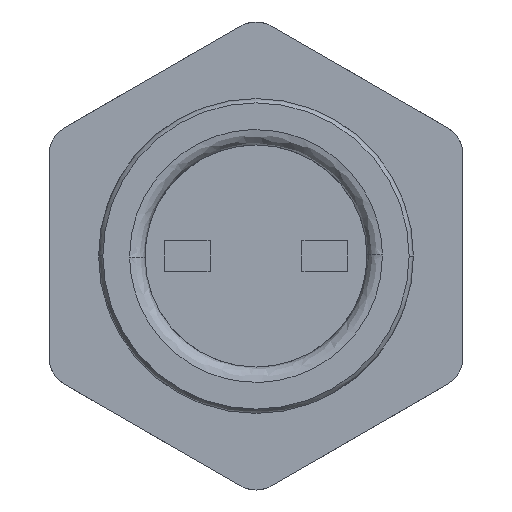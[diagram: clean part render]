
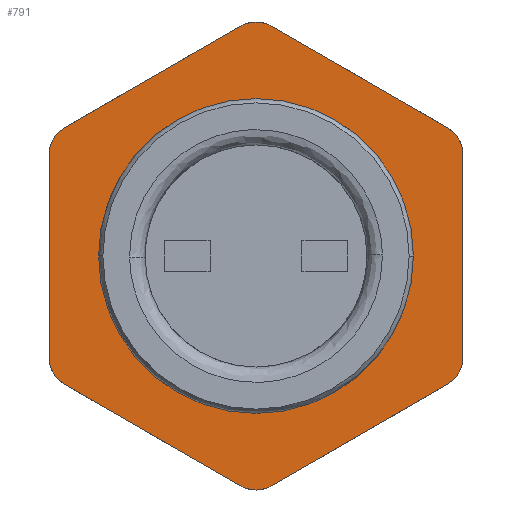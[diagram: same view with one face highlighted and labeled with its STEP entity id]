
A CAD part, front view. The second image highlights one B-rep face of the part: STEP entity #791.
In plain terms, the highlighted planar face has unit normal (0, -1, 0).
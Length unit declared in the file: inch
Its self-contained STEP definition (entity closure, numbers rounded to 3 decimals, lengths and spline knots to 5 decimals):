
#5 = VECTOR ( 'NONE', #609, 39.37008 ) ;
#24 = CARTESIAN_POINT ( 'NONE',  ( -0.03937, 0., -0.59099 ) ) ;
#64 = ORIENTED_EDGE ( 'NONE', *, *, #914, .F. ) ;
#102 = AXIS2_PLACEMENT_3D ( 'NONE', #3627, #1781, #567 ) ;
#162 = CIRCLE ( 'NONE', #3461, 0.07874 ) ;
#173 = CARTESIAN_POINT ( 'NONE',  ( 0., 0., -0.5228 ) ) ;
#193 = EDGE_CURVE ( 'NONE', #1293, #1472, #162, .T. ) ;
#256 = FACE_BOUND ( 'NONE', #867, .T. ) ;
#267 = ORIENTED_EDGE ( 'NONE', *, *, #3895, .F. ) ;
#283 = AXIS2_PLACEMENT_3D ( 'NONE', #3277, #2966, #1430 ) ;
#284 = VERTEX_POINT ( 'NONE', #556 ) ;
#349 = CIRCLE ( 'NONE', #3046, 0.07874 ) ;
#400 = VECTOR ( 'NONE', #1783, 39.37008 ) ;
#443 = VERTEX_POINT ( 'NONE', #3328 ) ;
#452 = EDGE_CURVE ( 'NONE', #3096, #3744, #1203, .T. ) ;
#484 = AXIS2_PLACEMENT_3D ( 'NONE', #1634, #2869, #2543 ) ;
#494 = CIRCLE ( 'NONE', #2365, 0.07874 ) ;
#510 = DIRECTION ( 'NONE',  ( 0.866, 0., -0.5 ) ) ;
#548 = EDGE_CURVE ( 'NONE', #284, #1015, #1109, .T. ) ;
#556 = CARTESIAN_POINT ( 'NONE',  ( 0., 0., -0.60154 ) ) ;
#567 = DIRECTION ( 'NONE',  ( 0., 0., -1. ) ) ;
#609 = DIRECTION ( 'NONE',  ( 0., 0., 1. ) ) ;
#630 = CARTESIAN_POINT ( 'NONE',  ( 0.40472, 0., 0. ) ) ;
#633 = EDGE_CURVE ( 'NONE', #995, #2476, #3610, .T. ) ;
#645 = CARTESIAN_POINT ( 'NONE',  ( 0., 0., 0. ) ) ;
#647 = EDGE_LOOP ( 'NONE', ( #267, #64, #853, #1272, #1370, #1919, #1457, #2487, #1354, #1183, #3836, #1426, #1217 ) ) ;
#667 = CIRCLE ( 'NONE', #2708, 0.07874 ) ;
#682 = LINE ( 'NONE', #2396, #3114 ) ;
#754 = CARTESIAN_POINT ( 'NONE',  ( -0.03937, 0., 0.59099 ) ) ;
#784 = DIRECTION ( 'NONE',  ( 0., 0., -1. ) ) ;
#791 = ADVANCED_FACE ( 'NONE', ( #256, #1483 ), #903, .F. ) ;
#835 = CARTESIAN_POINT ( 'NONE',  ( 0.5315, 0., -0.30686 ) ) ;
#853 = ORIENTED_EDGE ( 'NONE', *, *, #3854, .F. ) ;
#864 = VECTOR ( 'NONE', #784, 39.37008 ) ;
#867 = EDGE_LOOP ( 'NONE', ( #3828, #3040 ) ) ;
#903 = PLANE ( 'NONE',  #3721 ) ;
#914 = EDGE_CURVE ( 'NONE', #2736, #1654, #682, .T. ) ;
#918 = AXIS2_PLACEMENT_3D ( 'NONE', #1879, #3722, #3422 ) ;
#986 = CARTESIAN_POINT ( 'NONE',  ( -0.49213, 0., 0.32959 ) ) ;
#995 = VERTEX_POINT ( 'NONE', #3378 ) ;
#1015 = VERTEX_POINT ( 'NONE', #24 ) ;
#1089 = EDGE_CURVE ( 'NONE', #2068, #3295, #2832, .T. ) ;
#1109 = CIRCLE ( 'NONE', #918, 0.07874 ) ;
#1171 = DIRECTION ( 'NONE',  ( 0., 1., 0. ) ) ;
#1183 = ORIENTED_EDGE ( 'NONE', *, *, #193, .F. ) ;
#1203 = CIRCLE ( 'NONE', #102, 0.07874 ) ;
#1217 = ORIENTED_EDGE ( 'NONE', *, *, #3371, .F. ) ;
#1268 = DIRECTION ( 'NONE',  ( 0., -1., 0. ) ) ;
#1269 = CARTESIAN_POINT ( 'NONE',  ( 0.49213, 0., 0.32959 ) ) ;
#1272 = ORIENTED_EDGE ( 'NONE', *, *, #1363, .F. ) ;
#1293 = VERTEX_POINT ( 'NONE', #2320 ) ;
#1304 = CARTESIAN_POINT ( 'NONE',  ( 0.5315, 0., 0.2614 ) ) ;
#1305 = EDGE_CURVE ( 'NONE', #2476, #995, #2720, .T. ) ;
#1354 = ORIENTED_EDGE ( 'NONE', *, *, #3536, .F. ) ;
#1363 = EDGE_CURVE ( 'NONE', #3744, #3337, #2623, .T. ) ;
#1370 = ORIENTED_EDGE ( 'NONE', *, *, #452, .F. ) ;
#1423 = CARTESIAN_POINT ( 'NONE',  ( 0., 0., 0.5228 ) ) ;
#1426 = ORIENTED_EDGE ( 'NONE', *, *, #1089, .F. ) ;
#1430 = DIRECTION ( 'NONE',  ( 0., 0., -1. ) ) ;
#1457 = ORIENTED_EDGE ( 'NONE', *, *, #548, .F. ) ;
#1472 = VERTEX_POINT ( 'NONE', #2478 ) ;
#1483 = FACE_OUTER_BOUND ( 'NONE', #647, .T. ) ;
#1493 = CARTESIAN_POINT ( 'NONE',  ( 0., 0., 0. ) ) ;
#1572 = LINE ( 'NONE', #3503, #3411 ) ;
#1603 = LINE ( 'NONE', #2739, #3034 ) ;
#1634 = CARTESIAN_POINT ( 'NONE',  ( 0.45276, 0., 0.2614 ) ) ;
#1654 = VERTEX_POINT ( 'NONE', #754 ) ;
#1681 = DIRECTION ( 'NONE',  ( 0., 0., -1. ) ) ;
#1706 = CARTESIAN_POINT ( 'NONE',  ( 0.5315, 0., 0.30686 ) ) ;
#1717 = EDGE_CURVE ( 'NONE', #3295, #1293, #2618, .T. ) ;
#1781 = DIRECTION ( 'NONE',  ( 0., 1., 0. ) ) ;
#1783 = DIRECTION ( 'NONE',  ( -0.866, 0., -0.5 ) ) ;
#1795 = DIRECTION ( 'NONE',  ( 0., 0., 1. ) ) ;
#1800 = DIRECTION ( 'NONE',  ( 0., 0., -1. ) ) ;
#1879 = CARTESIAN_POINT ( 'NONE',  ( 0., 0., -0.5228 ) ) ;
#1919 = ORIENTED_EDGE ( 'NONE', *, *, #1966, .F. ) ;
#1966 = EDGE_CURVE ( 'NONE', #1015, #3096, #1603, .T. ) ;
#1971 = DIRECTION ( 'NONE',  ( 0., 1., 0. ) ) ;
#1982 = DIRECTION ( 'NONE',  ( 0., 0., -1. ) ) ;
#2068 = VERTEX_POINT ( 'NONE', #1269 ) ;
#2095 = DIRECTION ( 'NONE',  ( 0., 0., -1. ) ) ;
#2121 = DIRECTION ( 'NONE',  ( 0., 1., 0. ) ) ;
#2208 = DIRECTION ( 'NONE',  ( 0., 0., -1. ) ) ;
#2266 = CARTESIAN_POINT ( 'NONE',  ( -0.5315, 0., 0.2614 ) ) ;
#2320 = CARTESIAN_POINT ( 'NONE',  ( 0.5315, 0., -0.2614 ) ) ;
#2326 = LINE ( 'NONE', #835, #400 ) ;
#2365 = AXIS2_PLACEMENT_3D ( 'NONE', #173, #3770, #1681 ) ;
#2396 = CARTESIAN_POINT ( 'NONE',  ( -0.5315, 0., 0.30686 ) ) ;
#2476 = VERTEX_POINT ( 'NONE', #630 ) ;
#2478 = CARTESIAN_POINT ( 'NONE',  ( 0.49213, 0., -0.32959 ) ) ;
#2487 = ORIENTED_EDGE ( 'NONE', *, *, #2811, .F. ) ;
#2543 = DIRECTION ( 'NONE',  ( 0., 0., -1. ) ) ;
#2618 = LINE ( 'NONE', #1706, #864 ) ;
#2623 = LINE ( 'NONE', #3048, #5 ) ;
#2708 = AXIS2_PLACEMENT_3D ( 'NONE', #1423, #1171, #2095 ) ;
#2720 = CIRCLE ( 'NONE', #283, 0.40472 ) ;
#2736 = VERTEX_POINT ( 'NONE', #986 ) ;
#2739 = CARTESIAN_POINT ( 'NONE',  ( 0., 0., -0.61372 ) ) ;
#2811 = EDGE_CURVE ( 'NONE', #2827, #284, #494, .T. ) ;
#2827 = VERTEX_POINT ( 'NONE', #3432 ) ;
#2832 = CIRCLE ( 'NONE', #484, 0.07874 ) ;
#2869 = DIRECTION ( 'NONE',  ( 0., 1., 0. ) ) ;
#2966 = DIRECTION ( 'NONE',  ( 0., -1., 0. ) ) ;
#3034 = VECTOR ( 'NONE', #3042, 39.37008 ) ;
#3040 = ORIENTED_EDGE ( 'NONE', *, *, #633, .F. ) ;
#3042 = DIRECTION ( 'NONE',  ( -0.866, 0., 0.5 ) ) ;
#3046 = AXIS2_PLACEMENT_3D ( 'NONE', #3826, #1971, #1982 ) ;
#3048 = CARTESIAN_POINT ( 'NONE',  ( -0.5315, 0., -0.30686 ) ) ;
#3096 = VERTEX_POINT ( 'NONE', #3550 ) ;
#3114 = VECTOR ( 'NONE', #3333, 39.37008 ) ;
#3131 = CARTESIAN_POINT ( 'NONE',  ( -0.5315, 0., -0.2614 ) ) ;
#3277 = CARTESIAN_POINT ( 'NONE',  ( 0., 0., 0. ) ) ;
#3295 = VERTEX_POINT ( 'NONE', #1304 ) ;
#3328 = CARTESIAN_POINT ( 'NONE',  ( 0.03937, 0., 0.59099 ) ) ;
#3333 = DIRECTION ( 'NONE',  ( 0.866, 0., 0.5 ) ) ;
#3337 = VERTEX_POINT ( 'NONE', #2266 ) ;
#3371 = EDGE_CURVE ( 'NONE', #443, #2068, #1572, .T. ) ;
#3378 = CARTESIAN_POINT ( 'NONE',  ( -0.40472, 0., 0. ) ) ;
#3411 = VECTOR ( 'NONE', #510, 39.37008 ) ;
#3422 = DIRECTION ( 'NONE',  ( 0., 0., -1. ) ) ;
#3432 = CARTESIAN_POINT ( 'NONE',  ( 0.03937, 0., -0.59099 ) ) ;
#3435 = AXIS2_PLACEMENT_3D ( 'NONE', #645, #1268, #2208 ) ;
#3461 = AXIS2_PLACEMENT_3D ( 'NONE', #3647, #2121, #1800 ) ;
#3503 = CARTESIAN_POINT ( 'NONE',  ( 0., 0., 0.61372 ) ) ;
#3536 = EDGE_CURVE ( 'NONE', #1472, #2827, #2326, .T. ) ;
#3550 = CARTESIAN_POINT ( 'NONE',  ( -0.49213, 0., -0.32959 ) ) ;
#3610 = CIRCLE ( 'NONE', #3435, 0.40472 ) ;
#3626 = DIRECTION ( 'NONE',  ( 0., 1., 0. ) ) ;
#3627 = CARTESIAN_POINT ( 'NONE',  ( -0.45276, 0., -0.2614 ) ) ;
#3647 = CARTESIAN_POINT ( 'NONE',  ( 0.45276, 0., -0.2614 ) ) ;
#3721 = AXIS2_PLACEMENT_3D ( 'NONE', #1493, #3626, #1795 ) ;
#3722 = DIRECTION ( 'NONE',  ( 0., 1., 0. ) ) ;
#3744 = VERTEX_POINT ( 'NONE', #3131 ) ;
#3770 = DIRECTION ( 'NONE',  ( 0., 1., 0. ) ) ;
#3826 = CARTESIAN_POINT ( 'NONE',  ( -0.45276, 0., 0.2614 ) ) ;
#3828 = ORIENTED_EDGE ( 'NONE', *, *, #1305, .F. ) ;
#3836 = ORIENTED_EDGE ( 'NONE', *, *, #1717, .F. ) ;
#3854 = EDGE_CURVE ( 'NONE', #3337, #2736, #349, .T. ) ;
#3895 = EDGE_CURVE ( 'NONE', #1654, #443, #667, .T. ) ;
